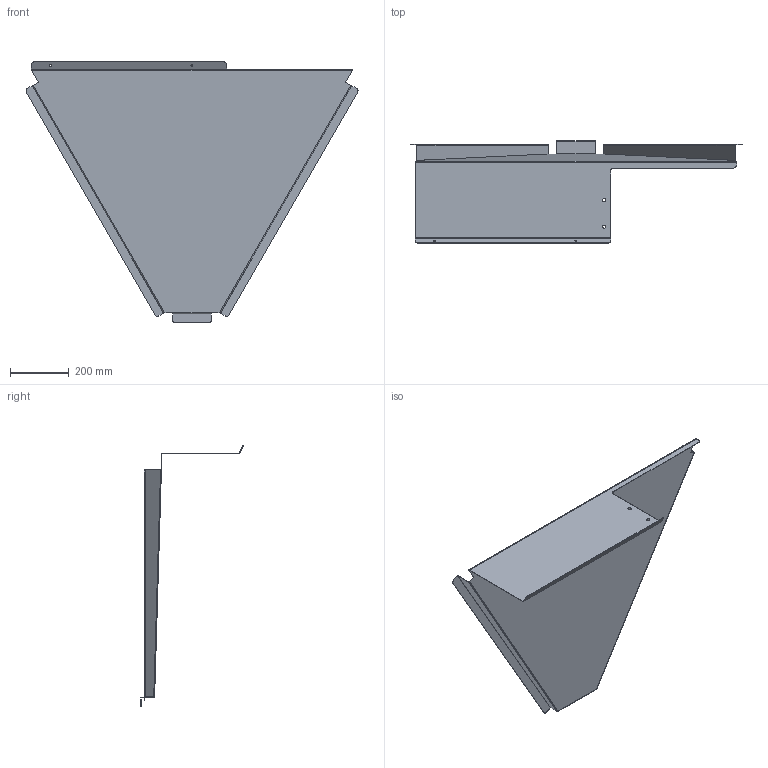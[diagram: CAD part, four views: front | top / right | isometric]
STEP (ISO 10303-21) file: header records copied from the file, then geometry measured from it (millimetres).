
FILE_DESCRIPTION (( 'STEP AP203' ), '1' );
FILE_NAME ('00363087-Luftleitblech oben.step', '2013-06-21T12:50:52', ( 'MH' ), ( 'Hewlett-Packard Company' ), 'SwSTEP 2.0', 'SolidWorks 2010', '' );
FILE_SCHEMA (( 'CONFIG_CONTROL_DESIGN' ));
Length unit declared in the file: millimetre
Products named in the file (1): 00363087-Luftleitblech oben
Bounding box: 1128.65 x 348.39 x 885.89 mm (x, y, z)
Volume: 1342929 mm3; surface area: 1797074.2 mm2
Topology: 1 solids, 1 shells, 91 faces, 209 edges, 120 vertices
Faces by surface type: plane 55, cylinder 30, bspline 6
Full cylindrical faces by diameter (mm): 7 x2, 11 x2
Entity records: 2880 total; most frequent: CARTESIAN_POINT 779, DIRECTION 413, ORIENTED_EDGE 410, EDGE_CURVE 205, LINE 145, VECTOR 145, AXIS2_PLACEMENT_3D 134, VERTEX_POINT 120
